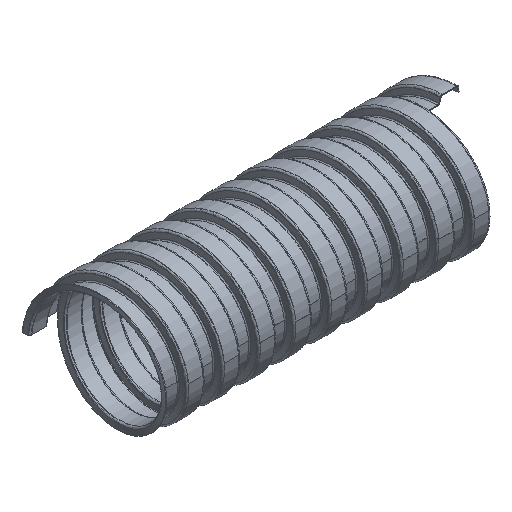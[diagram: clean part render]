
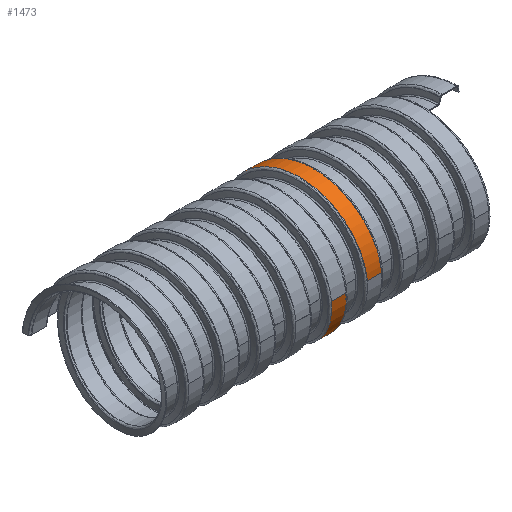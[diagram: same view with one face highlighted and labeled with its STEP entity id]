
A CAD part, isometric view. The second image highlights one B-rep face of the part: STEP entity #1473.
In plain terms, the highlighted cylindrical face has radius 17.5 mm (diameter 35 mm), a full revolution.
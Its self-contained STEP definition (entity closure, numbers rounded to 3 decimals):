
#163=FACE_OUTER_BOUND('',#239,.T.);
#239=EDGE_LOOP('',(#1065,#1066,#1067,#1068));
#347=B_SPLINE_CURVE_WITH_KNOTS('',3,(#3056,#3057,#3058,#3059,#3060,#3061,
#3062,#3063,#3064,#3065,#3066,#3067,#3068,#3069,#3070,#3071,#3072),
 .UNSPECIFIED.,.F.,.F.,(4,1,1,1,1,1,1,1,1,1,1,1,1,1,4),(28.274,
28.606,29.1,29.593,30.086,30.579,
31.072,31.566,32.059,32.552,33.045,
33.538,34.032,34.525,34.558),
 .UNSPECIFIED.);
#348=B_SPLINE_CURVE_WITH_KNOTS('',3,(#3073,#3074,#3075,#3076,#3077,#3078,
#3079,#3080,#3081,#3082,#3083,#3084,#3085,#3086,#3087,#3088,#3089),
 .UNSPECIFIED.,.F.,.F.,(4,1,1,1,1,1,1,1,1,1,1,1,1,1,4),(28.274,
28.606,29.1,29.593,30.086,30.579,
31.072,31.566,32.059,32.552,33.045,
33.538,34.032,34.525,34.558),
 .UNSPECIFIED.);
#449=LINE('',#3017,#527);
#450=LINE('',#3055,#528);
#527=VECTOR('',#1740,17.5);
#528=VECTOR('',#1743,17.5);
#643=VERTEX_POINT('',#3015);
#644=VERTEX_POINT('',#3016);
#645=VERTEX_POINT('',#3053);
#646=VERTEX_POINT('',#3054);
#815=EDGE_CURVE('',#643,#644,#449,.T.);
#818=EDGE_CURVE('',#645,#646,#450,.T.);
#819=EDGE_CURVE('',#643,#645,#347,.T.);
#820=EDGE_CURVE('',#644,#646,#348,.T.);
#1065=ORIENTED_EDGE('',*,*,#818,.F.);
#1066=ORIENTED_EDGE('',*,*,#819,.F.);
#1067=ORIENTED_EDGE('',*,*,#815,.T.);
#1068=ORIENTED_EDGE('',*,*,#820,.T.);
#1413=CYLINDRICAL_SURFACE('',#1572,17.5);
#1473=ADVANCED_FACE('',(#163),#1413,.T.);
#1572=AXIS2_PLACEMENT_3D('',#3052,#1741,#1742);
#1740=DIRECTION('',(-1.,0.,0.));
#1741=DIRECTION('center_axis',(1.,0.,0.));
#1742=DIRECTION('ref_axis',(0.,1.,0.));
#1743=DIRECTION('',(-1.,0.,0.));
#3015=CARTESIAN_POINT('',(53.166,-17.499,0.));
#3016=CARTESIAN_POINT('',(49.267,-17.499,0.));
#3017=CARTESIAN_POINT('',(9.651,-17.5,0.));
#3052=CARTESIAN_POINT('Origin',(9.651,0.,
0.));
#3053=CARTESIAN_POINT('',(62.836,-17.501,0.));
#3054=CARTESIAN_POINT('',(58.937,-17.501,0.));
#3055=CARTESIAN_POINT('',(9.651,-17.5,0.));
#3056=CARTESIAN_POINT('Ctrl Pts',(53.166,-17.499,0.));
#3057=CARTESIAN_POINT('Ctrl Pts',(53.336,-17.498,-1.936));
#3058=CARTESIAN_POINT('Ctrl Pts',(53.76,-16.7,-6.752));
#3059=CARTESIAN_POINT('Ctrl Pts',(54.436,-12.364,-13.39));
#3060=CARTESIAN_POINT('Ctrl Pts',(55.195,-4.551,-17.648));
#3061=CARTESIAN_POINT('Ctrl Pts',(55.954,4.347,-17.7));
#3062=CARTESIAN_POINT('Ctrl Pts',(56.713,12.209,-13.532));
#3063=CARTESIAN_POINT('Ctrl Pts',(57.472,17.161,-6.139));
#3064=CARTESIAN_POINT('Ctrl Pts',(58.231,18.022,2.718));
#3065=CARTESIAN_POINT('Ctrl Pts',(58.991,14.587,10.926));
#3066=CARTESIAN_POINT('Ctrl Pts',(59.75,7.676,16.53));
#3067=CARTESIAN_POINT('Ctrl Pts',(60.509,-1.066,18.194));
#3068=CARTESIAN_POINT('Ctrl Pts',(61.268,-9.553,15.521));
#3069=CARTESIAN_POINT('Ctrl Pts',(62.027,-15.763,9.149));
#3070=CARTESIAN_POINT('Ctrl Pts',(62.55,-17.452,3.257));
#3071=CARTESIAN_POINT('Ctrl Pts',(62.819,-17.501,0.191));
#3072=CARTESIAN_POINT('Ctrl Pts',(62.836,-17.501,0.));
#3073=CARTESIAN_POINT('Ctrl Pts',(49.267,-17.499,0.));
#3074=CARTESIAN_POINT('Ctrl Pts',(49.438,-17.498,-1.936));
#3075=CARTESIAN_POINT('Ctrl Pts',(49.861,-16.7,-6.752));
#3076=CARTESIAN_POINT('Ctrl Pts',(50.537,-12.364,-13.39));
#3077=CARTESIAN_POINT('Ctrl Pts',(51.296,-4.551,-17.648));
#3078=CARTESIAN_POINT('Ctrl Pts',(52.055,4.347,-17.7));
#3079=CARTESIAN_POINT('Ctrl Pts',(52.815,12.209,-13.532));
#3080=CARTESIAN_POINT('Ctrl Pts',(53.574,17.161,-6.139));
#3081=CARTESIAN_POINT('Ctrl Pts',(54.333,18.022,2.718));
#3082=CARTESIAN_POINT('Ctrl Pts',(55.092,14.587,10.926));
#3083=CARTESIAN_POINT('Ctrl Pts',(55.851,7.676,16.53));
#3084=CARTESIAN_POINT('Ctrl Pts',(56.61,-1.066,18.194));
#3085=CARTESIAN_POINT('Ctrl Pts',(57.369,-9.553,15.521));
#3086=CARTESIAN_POINT('Ctrl Pts',(58.128,-15.763,9.149));
#3087=CARTESIAN_POINT('Ctrl Pts',(58.651,-17.452,3.257));
#3088=CARTESIAN_POINT('Ctrl Pts',(58.921,-17.501,0.191));
#3089=CARTESIAN_POINT('Ctrl Pts',(58.937,-17.501,0.));
